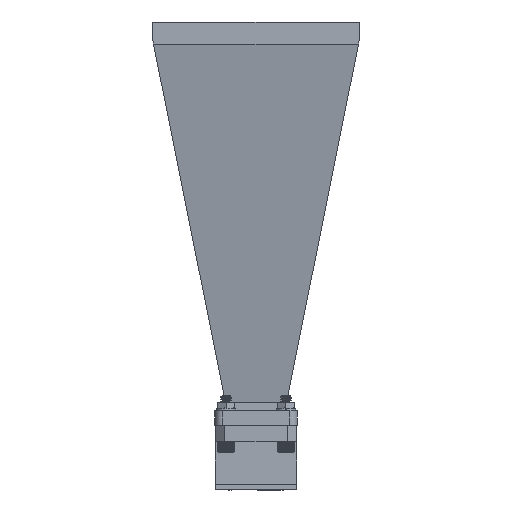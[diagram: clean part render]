
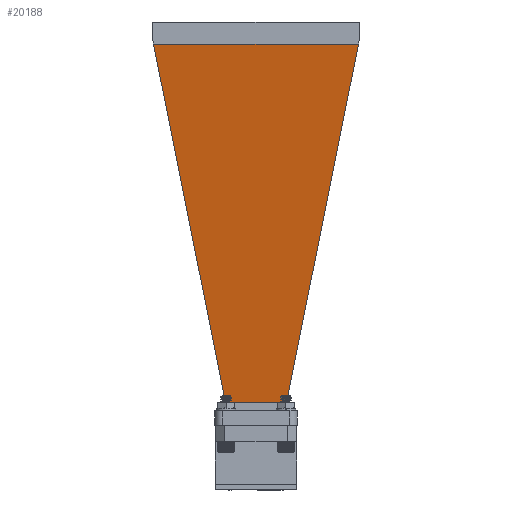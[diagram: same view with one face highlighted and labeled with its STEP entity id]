
A CAD part, front view. The second image highlights one B-rep face of the part: STEP entity #20188.
In plain terms, the highlighted face is planar.
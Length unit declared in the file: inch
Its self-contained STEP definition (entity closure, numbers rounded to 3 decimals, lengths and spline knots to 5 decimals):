
#1504 = VECTOR ( 'NONE', #19495, 39.37008 ) ;
#1847 = DIRECTION ( 'NONE',  ( 0.161, -0.194, -0.968 ) ) ;
#1928 = ORIENTED_EDGE ( 'NONE', *, *, #15792, .T. ) ;
#2005 = ORIENTED_EDGE ( 'NONE', *, *, #10393, .T. ) ;
#2635 = CARTESIAN_POINT ( 'NONE',  ( -0.20374, 0., 1.96256 ) ) ;
#3205 = VERTEX_POINT ( 'NONE', #19769 ) ;
#3336 = CARTESIAN_POINT ( 'NONE',  ( -0.53995, 0., 3.98615 ) ) ;
#3427 = VERTEX_POINT ( 'NONE', #13502 ) ;
#3504 = EDGE_CURVE ( 'NONE', #11665, #20994, #5348, .T. ) ;
#3891 = CARTESIAN_POINT ( 'NONE',  ( -0.84224, 0., 5.80554 ) ) ;
#4751 = LINE ( 'NONE', #6412, #7220 ) ;
#5083 = ORIENTED_EDGE ( 'NONE', *, *, #10586, .T. ) ;
#5090 = VECTOR ( 'NONE', #12383, 39.37008 ) ;
#5187 = CARTESIAN_POINT ( 'NONE',  ( -0.84224, 1.09985, 5.80554 ) ) ;
#5348 = LINE ( 'NONE', #3891, #5090 ) ;
#6234 = FACE_OUTER_BOUND ( 'NONE', #7609, .T. ) ;
#6412 = CARTESIAN_POINT ( 'NONE',  ( -0.20374, -0.32927, 1.96256 ) ) ;
#7220 = VECTOR ( 'NONE', #15126, 39.37008 ) ;
#7539 = LINE ( 'NONE', #2635, #1504 ) ;
#7609 = EDGE_LOOP ( 'NONE', ( #1928, #2005, #14342, #5083 ) ) ;
#8132 = DIRECTION ( 'NONE',  ( -0.986, 0., -0.164 ) ) ;
#10039 = DIRECTION ( 'NONE',  ( -0.164, 0., 0.986 ) ) ;
#10393 = EDGE_CURVE ( 'NONE', #3427, #11665, #4751, .T. ) ;
#10586 = EDGE_CURVE ( 'NONE', #20994, #3205, #17132, .T. ) ;
#11428 = AXIS2_PLACEMENT_3D ( 'NONE', #3336, #8132, #10039 ) ;
#11665 = VERTEX_POINT ( 'NONE', #21028 ) ;
#12383 = DIRECTION ( 'NONE',  ( 0., 1., 0. ) ) ;
#13502 = CARTESIAN_POINT ( 'NONE',  ( -0.20374, -0.32927, 1.96256 ) ) ;
#14342 = ORIENTED_EDGE ( 'NONE', *, *, #3504, .T. ) ;
#14828 = PLANE ( 'NONE',  #11428 ) ;
#15126 = DIRECTION ( 'NONE',  ( -0.161, -0.194, 0.968 ) ) ;
#15792 = EDGE_CURVE ( 'NONE', #3205, #3427, #7539, .T. ) ;
#16761 = CARTESIAN_POINT ( 'NONE',  ( -0.84224, 1.09985, 5.80554 ) ) ;
#17132 = LINE ( 'NONE', #5187, #21852 ) ;
#19495 = DIRECTION ( 'NONE',  ( 0., -1., 0. ) ) ;
#19769 = CARTESIAN_POINT ( 'NONE',  ( -0.20374, 0.32927, 1.96256 ) ) ;
#20188 = ADVANCED_FACE ( 'NONE', ( #6234 ), #14828, .T. ) ;
#20994 = VERTEX_POINT ( 'NONE', #16761 ) ;
#21028 = CARTESIAN_POINT ( 'NONE',  ( -0.84224, -1.09985, 5.80554 ) ) ;
#21852 = VECTOR ( 'NONE', #1847, 39.37008 ) ;
